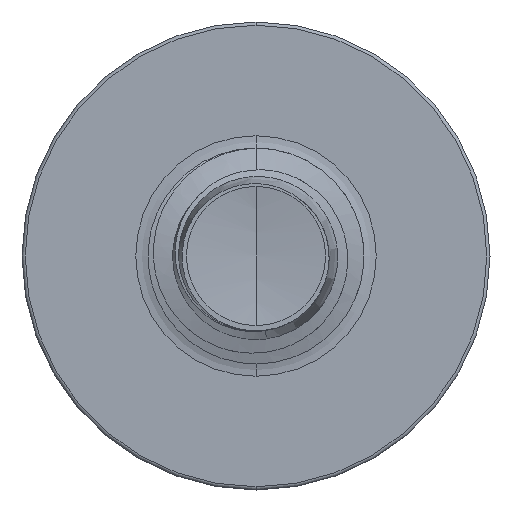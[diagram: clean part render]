
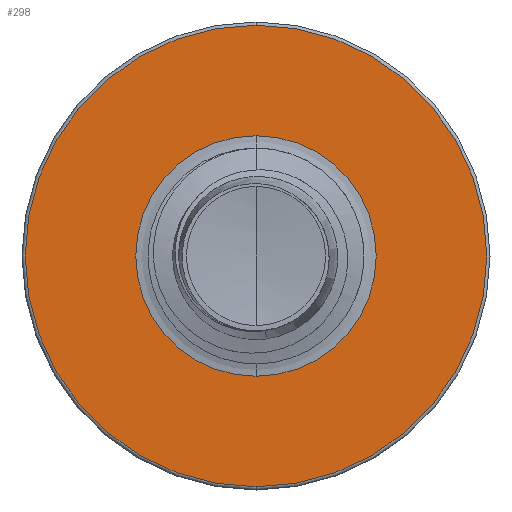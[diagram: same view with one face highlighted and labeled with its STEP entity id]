
A CAD part, front view. The second image highlights one B-rep face of the part: STEP entity #298.
In plain terms, the highlighted planar face has unit normal (0, -1, 0).
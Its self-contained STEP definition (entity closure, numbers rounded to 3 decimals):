
#298 = ADVANCED_FACE ( 'NONE', ( #7584, #7895 ), #10892, .F. ) ;
#1287 = CARTESIAN_POINT ( 'NONE',  ( 0., 2.5, -1.67 ) ) ;
#3246 = DIRECTION ( 'NONE',  ( 0., 0., 1. ) ) ;
#3260 = DIRECTION ( 'NONE',  ( 0., 1., 0. ) ) ;
#3287 = CARTESIAN_POINT ( 'NONE',  ( 0., 2.5, 0. ) ) ;
#4711 = CARTESIAN_POINT ( 'NONE',  ( 0., 2.5, 1.67 ) ) ;
#4836 = VERTEX_POINT ( 'NONE', #6954 ) ;
#5133 = CIRCLE ( 'NONE', #9126, 3.205 ) ;
#6259 = ORIENTED_EDGE ( 'NONE', *, *, #7612, .F. ) ;
#6278 = ORIENTED_EDGE ( 'NONE', *, *, #11710, .F. ) ;
#6296 = ORIENTED_EDGE ( 'NONE', *, *, #11705, .T. ) ;
#6472 = ORIENTED_EDGE ( 'NONE', *, *, #11619, .T. ) ;
#6954 = CARTESIAN_POINT ( 'NONE',  ( 0., 2.5, 3.205 ) ) ;
#7310 = CIRCLE ( 'NONE', #9302, 1.67 ) ;
#7584 = FACE_OUTER_BOUND ( 'NONE', #10756, .T. ) ;
#7612 = EDGE_CURVE ( 'NONE', #4836, #11769, #8926, .T. ) ;
#7895 = FACE_BOUND ( 'NONE', #11017, .T. ) ;
#7984 = CARTESIAN_POINT ( 'NONE',  ( 0., 2.5, -3.205 ) ) ;
#8446 = CIRCLE ( 'NONE', #9159, 1.67 ) ;
#8926 = CIRCLE ( 'NONE', #9993, 3.205 ) ;
#9126 = AXIS2_PLACEMENT_3D ( 'NONE', #9725, #9717, #9714 ) ;
#9159 = AXIS2_PLACEMENT_3D ( 'NONE', #9757, #9745, #9743 ) ;
#9302 = AXIS2_PLACEMENT_3D ( 'NONE', #9698, #9685, #9674 ) ;
#9674 = DIRECTION ( 'NONE',  ( 0., 0., 1. ) ) ;
#9685 = DIRECTION ( 'NONE',  ( 0., 1., 0. ) ) ;
#9698 = CARTESIAN_POINT ( 'NONE',  ( 0., 2.5, 0. ) ) ;
#9714 = DIRECTION ( 'NONE',  ( 0., 0., 1. ) ) ;
#9717 = DIRECTION ( 'NONE',  ( 0., 1., 0. ) ) ;
#9725 = CARTESIAN_POINT ( 'NONE',  ( 0., 2.5, 0. ) ) ;
#9743 = DIRECTION ( 'NONE',  ( 0., 0., 1. ) ) ;
#9745 = DIRECTION ( 'NONE',  ( 0., 1., 0. ) ) ;
#9757 = CARTESIAN_POINT ( 'NONE',  ( 0., 2.5, 0. ) ) ;
#9993 = AXIS2_PLACEMENT_3D ( 'NONE', #3287, #3260, #3246 ) ;
#10756 = EDGE_LOOP ( 'NONE', ( #6259, #6278 ) ) ;
#10770 = DIRECTION ( 'NONE',  ( 0., 1., 0. ) ) ;
#10829 = DIRECTION ( 'NONE',  ( 0., 0., 1. ) ) ;
#10892 = PLANE ( 'NONE',  #11239 ) ;
#10972 = VERTEX_POINT ( 'NONE', #1287 ) ;
#11017 = EDGE_LOOP ( 'NONE', ( #6296, #6472 ) ) ;
#11224 = CARTESIAN_POINT ( 'NONE',  ( 0., 2.5, -1.67 ) ) ;
#11239 = AXIS2_PLACEMENT_3D ( 'NONE', #11224, #10770, #10829 ) ;
#11619 = EDGE_CURVE ( 'NONE', #10972, #11960, #7310, .T. ) ;
#11705 = EDGE_CURVE ( 'NONE', #11960, #10972, #8446, .T. ) ;
#11710 = EDGE_CURVE ( 'NONE', #11769, #4836, #5133, .T. ) ;
#11769 = VERTEX_POINT ( 'NONE', #7984 ) ;
#11960 = VERTEX_POINT ( 'NONE', #4711 ) ;
